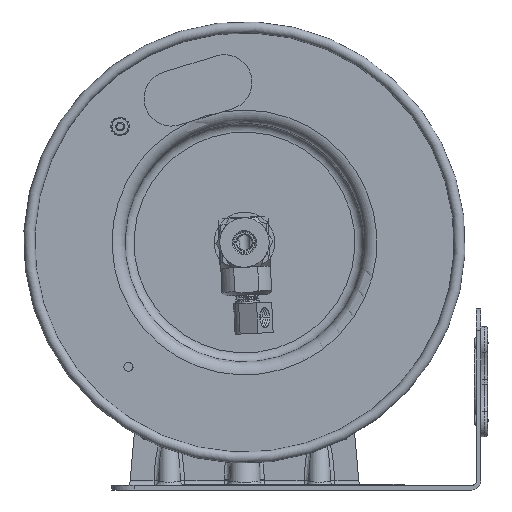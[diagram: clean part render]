
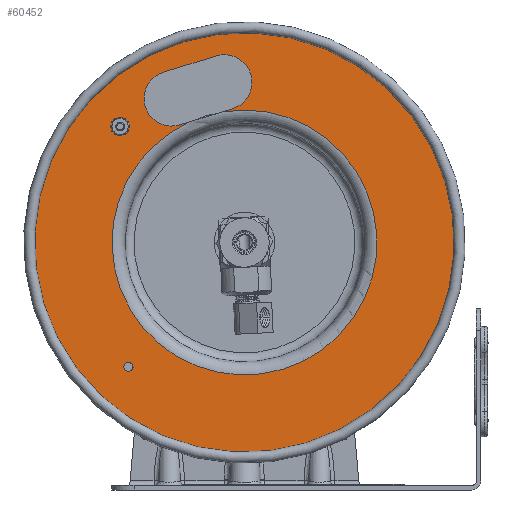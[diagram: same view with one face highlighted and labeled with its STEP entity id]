
A CAD part, left-side view. The second image highlights one B-rep face of the part: STEP entity #60452.
In plain terms, the highlighted planar face has unit normal (-1, 0, 0).
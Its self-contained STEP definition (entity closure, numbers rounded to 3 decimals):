
#3269=FACE_BOUND('',#7763,.T.);
#3270=FACE_BOUND('',#7764,.T.);
#3271=FACE_BOUND('',#7765,.T.);
#3665=PLANE('',#63345);
#5088=FACE_OUTER_BOUND('',#7762,.T.);
#7762=EDGE_LOOP('',(#41723));
#7763=EDGE_LOOP('',(#41724));
#7764=EDGE_LOOP('',(#41725,#41726));
#7765=EDGE_LOOP('',(#41727,#41728,#41729,#41730,#41731,#41732,#41733));
#10818=LINE('',#80278,#16939);
#10820=LINE('',#80291,#16941);
#10823=LINE('',#80319,#16944);
#16939=VECTOR('',#66985,0.394);
#16941=VECTOR('',#66987,0.394);
#16944=VECTOR('',#67022,0.394);
#23053=CIRCLE('',#63324,0.103);
#23054=CIRCLE('',#63325,0.103);
#23055=CIRCLE('',#63327,0.625);
#23066=CIRCLE('',#63343,0.625);
#23067=CIRCLE('',#63346,4.875);
#23068=CIRCLE('',#63347,0.103);
#23069=CIRCLE('',#63348,3.);
#23070=CIRCLE('',#63349,3.);
#24551=VERTEX_POINT('',#80252);
#24552=VERTEX_POINT('',#80253);
#24553=VERTEX_POINT('',#80258);
#24554=VERTEX_POINT('',#80260);
#24555=VERTEX_POINT('',#80264);
#24556=VERTEX_POINT('',#80265);
#24557=VERTEX_POINT('',#80277);
#24566=VERTEX_POINT('',#80315);
#24567=VERTEX_POINT('',#80321);
#24568=VERTEX_POINT('',#80323);
#24569=VERTEX_POINT('',#80325);
#31662=EDGE_CURVE('',#24551,#24552,#23053,.T.);
#31663=EDGE_CURVE('',#24552,#24551,#23054,.T.);
#31666=EDGE_CURVE('',#24554,#24553,#23055,.T.);
#31669=EDGE_CURVE('',#24557,#24555,#10818,.T.);
#31672=EDGE_CURVE('',#24556,#24554,#10820,.T.);
#31684=EDGE_CURVE('',#24566,#24557,#23066,.T.);
#31686=EDGE_CURVE('',#24553,#24566,#10823,.T.);
#31687=EDGE_CURVE('',#24567,#24567,#23067,.T.);
#31688=EDGE_CURVE('',#24568,#24568,#23068,.T.);
#31689=EDGE_CURVE('',#24555,#24569,#23069,.T.);
#31690=EDGE_CURVE('',#24569,#24556,#23070,.T.);
#41723=ORIENTED_EDGE('',*,*,#31687,.F.);
#41724=ORIENTED_EDGE('',*,*,#31688,.T.);
#41725=ORIENTED_EDGE('',*,*,#31662,.T.);
#41726=ORIENTED_EDGE('',*,*,#31663,.T.);
#41727=ORIENTED_EDGE('',*,*,#31672,.T.);
#41728=ORIENTED_EDGE('',*,*,#31666,.T.);
#41729=ORIENTED_EDGE('',*,*,#31686,.T.);
#41730=ORIENTED_EDGE('',*,*,#31684,.T.);
#41731=ORIENTED_EDGE('',*,*,#31669,.T.);
#41732=ORIENTED_EDGE('',*,*,#31689,.T.);
#41733=ORIENTED_EDGE('',*,*,#31690,.T.);
#60452=ADVANCED_FACE('',(#5088,#3269,#3270,#3271),#3665,.T.);
#63324=AXIS2_PLACEMENT_3D('',#80254,#66972,#66973);
#63325=AXIS2_PLACEMENT_3D('',#80255,#66974,#66975);
#63327=AXIS2_PLACEMENT_3D('',#80261,#66980,#66981);
#63343=AXIS2_PLACEMENT_3D('',#80316,#67017,#67018);
#63345=AXIS2_PLACEMENT_3D('',#80320,#67023,#67024);
#63346=AXIS2_PLACEMENT_3D('',#80322,#67025,#67026);
#63347=AXIS2_PLACEMENT_3D('',#80324,#67027,#67028);
#63348=AXIS2_PLACEMENT_3D('',#80326,#67029,#67030);
#63349=AXIS2_PLACEMENT_3D('',#80327,#67031,#67032);
#66972=DIRECTION('center_axis',(1.,0.,0.));
#66973=DIRECTION('ref_axis',(0.,-0.956,0.292));
#66974=DIRECTION('center_axis',(1.,0.,0.));
#66975=DIRECTION('ref_axis',(0.,-0.956,0.292));
#66980=DIRECTION('center_axis',(1.,0.,0.));
#66981=DIRECTION('ref_axis',(0.,0.292,0.956));
#66985=DIRECTION('',(0.,0.956,-0.292));
#66987=DIRECTION('',(0.,0.956,-0.292));
#67017=DIRECTION('center_axis',(1.,0.,0.));
#67018=DIRECTION('ref_axis',(0.,-0.292,-0.956));
#67022=DIRECTION('',(0.,-0.956,0.292));
#67023=DIRECTION('center_axis',(-1.,0.,0.));
#67024=DIRECTION('ref_axis',(0.,-0.292,-0.956));
#67025=DIRECTION('center_axis',(1.,0.,0.));
#67026=DIRECTION('ref_axis',(0.,-0.956,0.292));
#67027=DIRECTION('center_axis',(1.,0.,0.));
#67028=DIRECTION('ref_axis',(0.,-0.956,0.292));
#67029=DIRECTION('center_axis',(1.,0.,0.));
#67030=DIRECTION('ref_axis',(0.,-0.956,0.292));
#67031=DIRECTION('center_axis',(1.,0.,0.));
#67032=DIRECTION('ref_axis',(0.,-0.956,0.292));
#80252=CARTESIAN_POINT('',(-1.444,3.653,2.82));
#80253=CARTESIAN_POINT('',(-1.444,3.85,2.76));
#80254=CARTESIAN_POINT('Origin',(-1.444,3.752,2.79));
#80255=CARTESIAN_POINT('Origin',(-1.444,3.752,2.79));
#80258=CARTESIAN_POINT('',(-1.444,2.957,9.463));
#80260=CARTESIAN_POINT('',(-1.444,2.592,8.267));
#80261=CARTESIAN_POINT('Origin',(-1.444,2.774,8.865));
#80264=CARTESIAN_POINT('',(-1.444,1.624,8.563));
#80265=CARTESIAN_POINT('',(-1.444,2.364,8.337));
#80277=CARTESIAN_POINT('',(-1.444,1.396,8.632));
#80278=CARTESIAN_POINT('',(-1.444,0.41,8.934));
#80291=CARTESIAN_POINT('',(-1.444,0.41,8.934));
#80315=CARTESIAN_POINT('',(-1.444,1.761,9.828));
#80316=CARTESIAN_POINT('Origin',(-1.444,1.579,9.23));
#80319=CARTESIAN_POINT('',(-1.444,0.177,10.312));
#80320=CARTESIAN_POINT('Origin',(-1.444,-2.641,6.755));
#80321=CARTESIAN_POINT('',(-1.444,-3.537,7.029));
#80322=CARTESIAN_POINT('Origin',(-1.444,1.125,5.605));
#80323=CARTESIAN_POINT('',(-1.444,3.842,8.261));
#80324=CARTESIAN_POINT('Origin',(-1.444,3.94,8.231));
#80325=CARTESIAN_POINT('',(-1.444,0.249,2.735));
#80326=CARTESIAN_POINT('Origin',(-1.444,1.125,5.605));
#80327=CARTESIAN_POINT('Origin',(-1.444,1.125,5.605));
